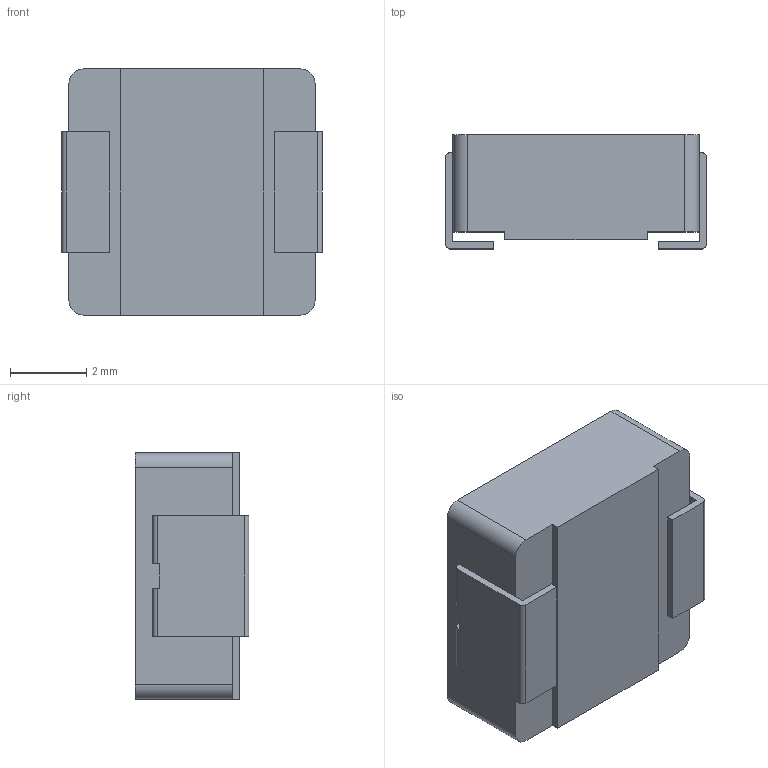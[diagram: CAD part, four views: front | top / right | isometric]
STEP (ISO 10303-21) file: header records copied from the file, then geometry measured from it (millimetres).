
FILE_DESCRIPTION (( 'STEP AP214' ), '1' );
FILE_NAME ('IHLP2525CZER2R2M01.STEP', '2021-05-27T06:00:20', ( '' ), ( '' ), 'SwSTEP 2.0', 'SolidWorks 2017', '' );
FILE_SCHEMA (( 'AUTOMOTIVE_DESIGN' ));
Length unit declared in the file: inch
Products named in the file (1): IHLP2525CZER2R2M01
Bounding box: 6.86 x 3 x 6.48 mm (x, y, z)
Volume: 115.7 mm3; surface area: 202.2 mm2
Topology: 3 solids, 3 shells, 44 faces, 114 edges, 76 vertices
Faces by surface type: plane 34, cylinder 10
Entity records: 1400 total; most frequent: CARTESIAN_POINT 235, ORIENTED_EDGE 228, DIRECTION 224, EDGE_CURVE 114, VECTOR 94, LINE 94, VERTEX_POINT 76, AXIS2_PLACEMENT_3D 65
